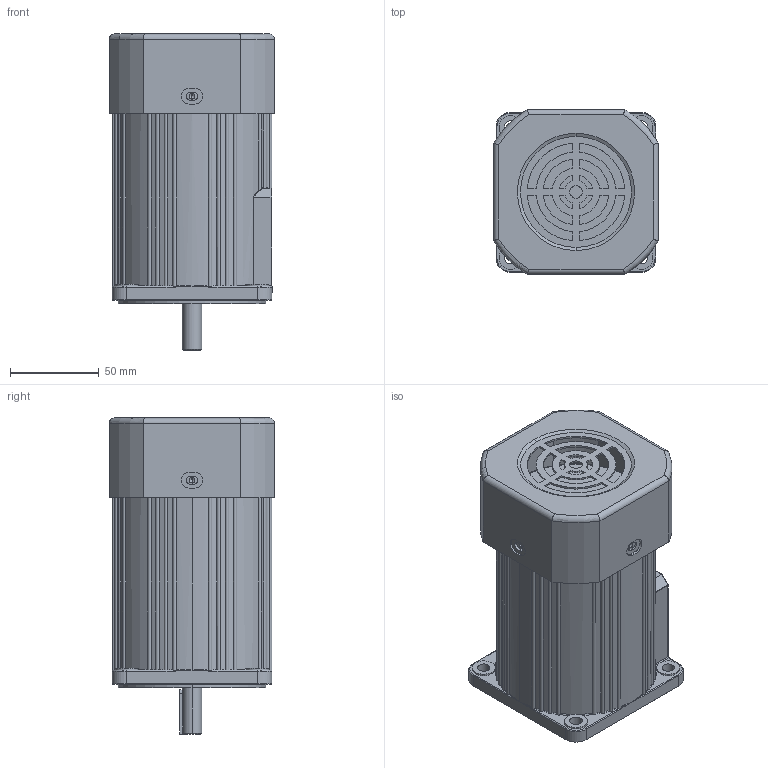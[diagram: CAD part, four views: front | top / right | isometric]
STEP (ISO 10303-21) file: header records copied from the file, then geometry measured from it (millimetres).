
FILE_DESCRIPTION (( 'STEP AP203' ), '1' );
FILE_NAME ('5IK90-140RGA.STEP', '2020-01-09T09:42:14', ( 'Sky123.Org' ), ( 'Sky123.Org' ), 'SwSTEP 2.0', 'SolidWorks 2014', '' );
FILE_SCHEMA (( 'CONFIG_CONTROL_DESIGN' ));
Length unit declared in the file: millimetre
Products named in the file (3): 5IK90-140GA; 90酗瑞欶褲; 5IK90-140RGA
Assembly tree (2 placements, depth 2):
  5IK90-140RGA
    5IK90-140GA
    90酗瑞欶褲
Bounding box: 93 x 93 x 178 mm (x, y, z)
Volume: 817155.1 mm3; surface area: 99799.1 mm2
Topology: 2 solids, 2 shells, 472 faces, 1255 edges, 777 vertices
Faces by surface type: cylinder 197, plane 154, torus 56, cone 31, bspline 30, sphere 4
Entity records: 16290 total; most frequent: CARTESIAN_POINT 4400, DIRECTION 2463, ORIENTED_EDGE 2438, EDGE_CURVE 1219, AXIS2_PLACEMENT_3D 970, VERTEX_POINT 777, EDGE_LOOP 540, VECTOR 523
